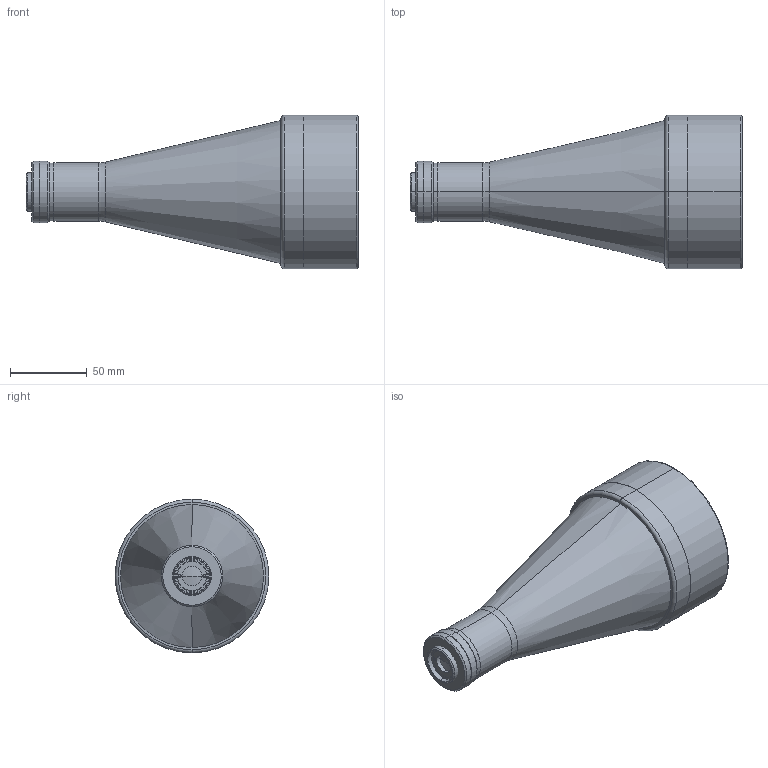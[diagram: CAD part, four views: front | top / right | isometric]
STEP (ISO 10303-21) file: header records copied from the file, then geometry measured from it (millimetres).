
FILE_DESCRIPTION (( 'STEP AP214' ), '1' );
FILE_NAME ('TC1364.STEP', '2013-04-04T09:42:19', ( 'Work' ), ( '' ), 'SwSTEP 2.0', 'SolidWorks 2012', '' );
FILE_SCHEMA (( 'AUTOMOTIVE_DESIGN' ));
Length unit declared in the file: millimetre
Products named in the file (1): TC1364
Bounding box: 216.04 x 100 x 100 mm (x, y, z)
Surface area: 68403.5 mm2 (no closed solid volume)
Topology: 0 solids, 12 shells, 74 faces, 200 edges, 139 vertices
Faces by surface type: cylinder 32, plane 19, cone 13, torus 6, sphere 4
Entity records: 3239 total; most frequent: DIRECTION 483, CARTESIAN_POINT 426, ORIENTED_EDGE 328, AXIS2_PLACEMENT_3D 212, EDGE_CURVE 200, VERTEX_POINT 139, CIRCLE 137, EDGE_LOOP 96
